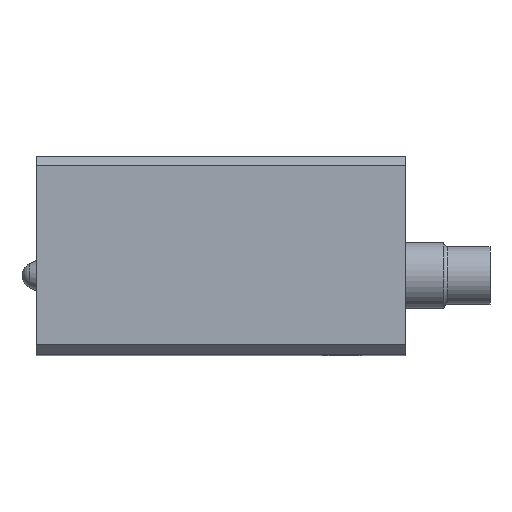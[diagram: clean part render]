
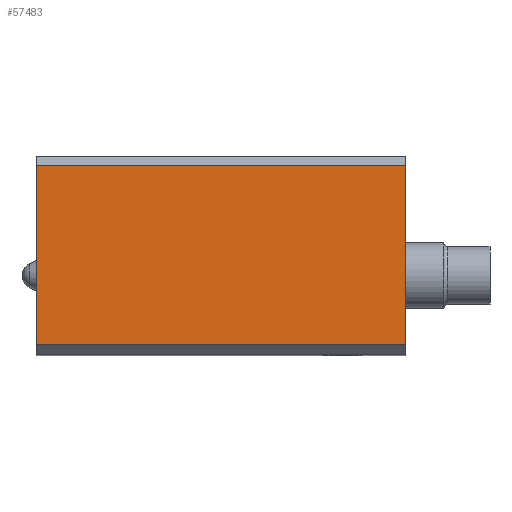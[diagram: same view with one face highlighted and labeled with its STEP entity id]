
A CAD part, top view. The second image highlights one B-rep face of the part: STEP entity #57483.
In plain terms, the highlighted planar face has unit normal (0, 0, 1).
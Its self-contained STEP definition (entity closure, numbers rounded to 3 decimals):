
#9=DIRECTION('',(0.,-1.,0.));
#10=VECTOR('',#9,13.632);
#11=CARTESIAN_POINT('',(-14.016,6.816,37.491));
#12=LINE('',#11,#10);
#1113=DIRECTION('',(1.,0.,0.));
#1114=VECTOR('',#1113,28.032);
#1115=CARTESIAN_POINT('',(-14.016,-6.816,37.491));
#1116=LINE('',#1115,#1114);
#1121=DIRECTION('',(1.,0.,0.));
#1122=VECTOR('',#1121,28.032);
#1123=CARTESIAN_POINT('',(-14.016,6.816,37.491));
#1124=LINE('',#1123,#1122);
#1161=DIRECTION('',(0.,-1.,0.));
#1162=VECTOR('',#1161,13.632);
#1163=CARTESIAN_POINT('',(14.016,6.816,37.491));
#1164=LINE('',#1163,#1162);
#43843=CARTESIAN_POINT('',(-14.016,6.816,37.491));
#43844=CARTESIAN_POINT('',(14.016,6.816,37.491));
#43845=VERTEX_POINT('',#43843);
#43846=VERTEX_POINT('',#43844);
#43863=CARTESIAN_POINT('',(-14.016,-6.816,37.491));
#43864=CARTESIAN_POINT('',(14.016,-6.816,37.491));
#43865=VERTEX_POINT('',#43863);
#43866=VERTEX_POINT('',#43864);
#57470=CARTESIAN_POINT('',(-13.99,7.505,37.491));
#57471=DIRECTION('',(0.,0.,1.));
#57472=DIRECTION('',(0.,-1.,0.));
#57473=AXIS2_PLACEMENT_3D('',#57470,#57471,#57472);
#57474=PLANE('',#57473);
#57475=ORIENTED_EDGE('',*,*,#56804,.F.);
#57477=ORIENTED_EDGE('',*,*,#57476,.T.);
#57479=ORIENTED_EDGE('',*,*,#57478,.T.);
#57480=ORIENTED_EDGE('',*,*,#57463,.F.);
#57481=EDGE_LOOP('',(#57475,#57477,#57479,#57480));
#57482=FACE_OUTER_BOUND('',#57481,.F.);
#57483=ADVANCED_FACE('',(#57482),#57474,.T.);
#56804=EDGE_CURVE('',#43845,#43865,#12,.T.);
#57463=EDGE_CURVE('',#43865,#43866,#1116,.T.);
#57476=EDGE_CURVE('',#43845,#43846,#1124,.T.);
#57478=EDGE_CURVE('',#43846,#43866,#1164,.T.);
